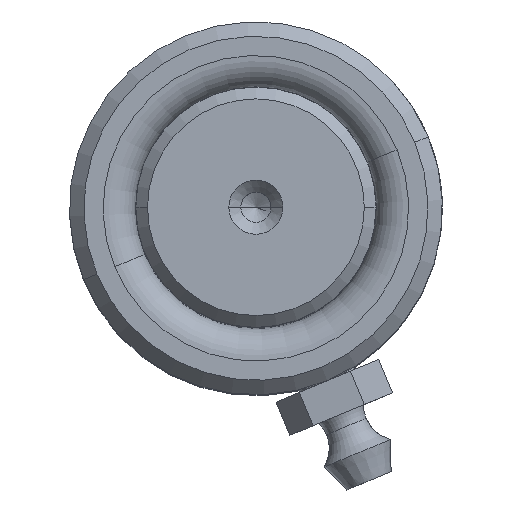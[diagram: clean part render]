
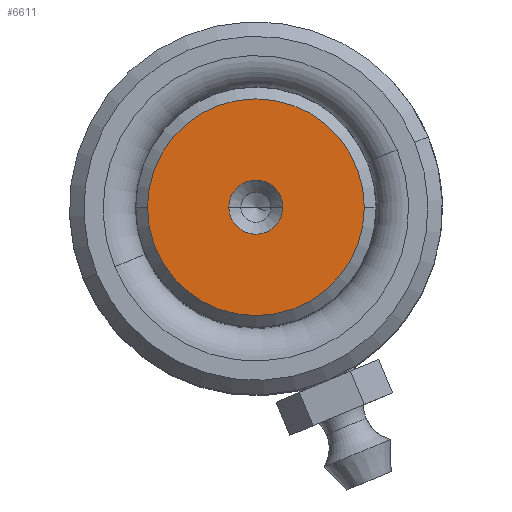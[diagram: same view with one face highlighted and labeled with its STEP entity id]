
A CAD part, top view. The second image highlights one B-rep face of the part: STEP entity #6611.
In plain terms, the highlighted planar face has unit normal (0, 0, 1).
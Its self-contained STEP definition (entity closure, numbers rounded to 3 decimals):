
#152 = CIRCLE ( 'NONE', #5531, 2.25 ) ;
#172 = CARTESIAN_POINT ( 'NONE',  ( 0., 0., 100. ) ) ;
#311 = DIRECTION ( 'NONE',  ( 0., 0., 1. ) ) ;
#315 = EDGE_CURVE ( 'NONE', #2946, #6062, #152, .T. ) ;
#365 = DIRECTION ( 'NONE',  ( 0., 0., 1. ) ) ;
#670 = FACE_BOUND ( 'NONE', #4798, .T. ) ;
#797 = EDGE_CURVE ( 'NONE', #6062, #2946, #3302, .T. ) ;
#881 = DIRECTION ( 'NONE',  ( 0., 0., 1. ) ) ;
#1096 = AXIS2_PLACEMENT_3D ( 'NONE', #6806, #6294, #1327 ) ;
#1294 = CARTESIAN_POINT ( 'NONE',  ( 0., 0., 100. ) ) ;
#1326 = ORIENTED_EDGE ( 'NONE', *, *, #315, .F. ) ;
#1327 = DIRECTION ( 'NONE',  ( 1., 0., 0. ) ) ;
#1355 = CARTESIAN_POINT ( 'NONE',  ( -2.25, 0., 100. ) ) ;
#1373 = VERTEX_POINT ( 'NONE', #5019 ) ;
#1737 = AXIS2_PLACEMENT_3D ( 'NONE', #4726, #365, #6393 ) ;
#1848 = ORIENTED_EDGE ( 'NONE', *, *, #4311, .T. ) ;
#1926 = FACE_OUTER_BOUND ( 'NONE', #4178, .T. ) ;
#2194 = CARTESIAN_POINT ( 'NONE',  ( 9.009, 0., 100. ) ) ;
#2332 = DIRECTION ( 'NONE',  ( 1., 0., 0. ) ) ;
#2469 = DIRECTION ( 'NONE',  ( 1., 0., 0. ) ) ;
#2521 = CIRCLE ( 'NONE', #4932, 9.009 ) ;
#2546 = VERTEX_POINT ( 'NONE', #2194 ) ;
#2622 = ORIENTED_EDGE ( 'NONE', *, *, #797, .F. ) ;
#2946 = VERTEX_POINT ( 'NONE', #1355 ) ;
#3302 = CIRCLE ( 'NONE', #1737, 2.25 ) ;
#3575 = CARTESIAN_POINT ( 'NONE',  ( 0., 0., 100. ) ) ;
#3975 = AXIS2_PLACEMENT_3D ( 'NONE', #3575, #881, #2469 ) ;
#4178 = EDGE_LOOP ( 'NONE', ( #1848, #6644 ) ) ;
#4311 = EDGE_CURVE ( 'NONE', #1373, #2546, #4689, .T. ) ;
#4689 = CIRCLE ( 'NONE', #1096, 9.009 ) ;
#4722 = PLANE ( 'NONE',  #3975 ) ;
#4726 = CARTESIAN_POINT ( 'NONE',  ( 0., 0., 100. ) ) ;
#4735 = CARTESIAN_POINT ( 'NONE',  ( 2.25, 0., 100. ) ) ;
#4798 = EDGE_LOOP ( 'NONE', ( #2622, #1326 ) ) ;
#4932 = AXIS2_PLACEMENT_3D ( 'NONE', #1294, #311, #6879 ) ;
#5019 = CARTESIAN_POINT ( 'NONE',  ( -9.009, 0., 100. ) ) ;
#5531 = AXIS2_PLACEMENT_3D ( 'NONE', #172, #5626, #2332 ) ;
#5626 = DIRECTION ( 'NONE',  ( 0., 0., 1. ) ) ;
#6062 = VERTEX_POINT ( 'NONE', #4735 ) ;
#6294 = DIRECTION ( 'NONE',  ( 0., 0., 1. ) ) ;
#6393 = DIRECTION ( 'NONE',  ( 1., 0., 0. ) ) ;
#6611 = ADVANCED_FACE ( 'NONE', ( #670, #1926 ), #4722, .T. ) ;
#6644 = ORIENTED_EDGE ( 'NONE', *, *, #6692, .T. ) ;
#6692 = EDGE_CURVE ( 'NONE', #2546, #1373, #2521, .T. ) ;
#6806 = CARTESIAN_POINT ( 'NONE',  ( 0., 0., 100. ) ) ;
#6879 = DIRECTION ( 'NONE',  ( 1., 0., 0. ) ) ;
